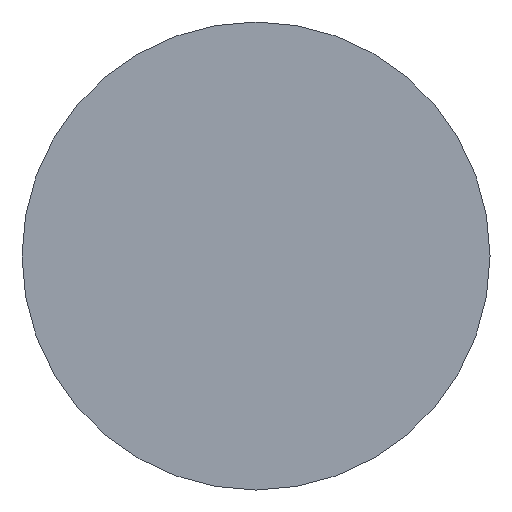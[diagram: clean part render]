
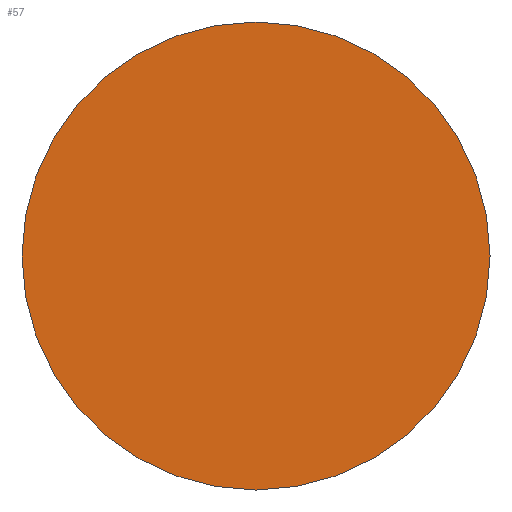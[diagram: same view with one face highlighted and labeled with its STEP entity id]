
A CAD part, front view. The second image highlights one B-rep face of the part: STEP entity #57.
In plain terms, the highlighted planar face has unit normal (0, -1, 0).
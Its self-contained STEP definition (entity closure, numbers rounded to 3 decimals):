
#21=FACE_OUTER_BOUND('',#26,.T.);
#26=EDGE_LOOP('',(#46));
#34=CIRCLE('',#84,10.5);
#38=VERTEX_POINT('',#115);
#42=EDGE_CURVE('',#38,#38,#34,.T.);
#46=ORIENTED_EDGE('',*,*,#42,.T.);
#54=PLANE('',#83);
#57=ADVANCED_FACE('',(#21),#54,.F.);
#83=AXIS2_PLACEMENT_3D('',#114,#96,#97);
#84=AXIS2_PLACEMENT_3D('',#116,#98,#99);
#96=DIRECTION('center_axis',(0.,1.,0.));
#97=DIRECTION('ref_axis',(0.,0.,1.));
#98=DIRECTION('center_axis',(0.,-1.,0.));
#99=DIRECTION('ref_axis',(1.,0.,0.));
#114=CARTESIAN_POINT('Origin',(0.,-1.5,0.));
#115=CARTESIAN_POINT('',(-10.5,-1.5,0.));
#116=CARTESIAN_POINT('Origin',(0.,-1.5,0.));
